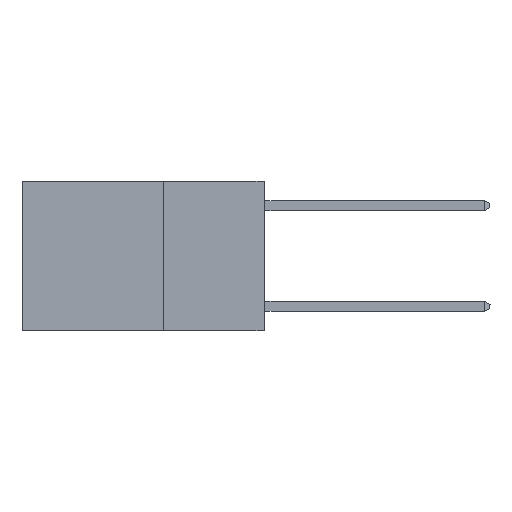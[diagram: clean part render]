
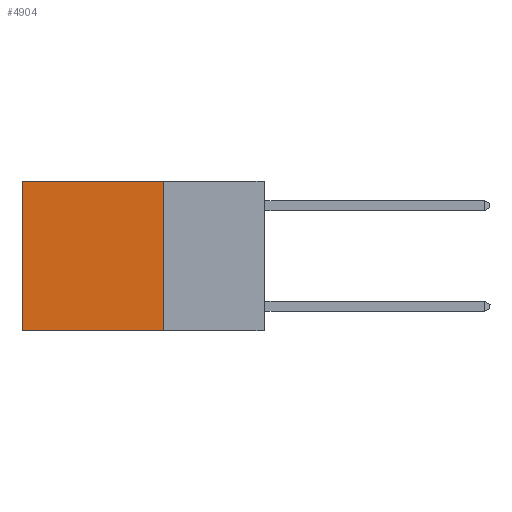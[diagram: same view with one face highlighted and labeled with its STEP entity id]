
A CAD part, left-side view. The second image highlights one B-rep face of the part: STEP entity #4904.
In plain terms, the highlighted planar face has unit normal (-1, 0, 0).
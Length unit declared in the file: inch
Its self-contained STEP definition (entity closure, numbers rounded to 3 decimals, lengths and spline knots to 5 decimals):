
#1540 = PLANE ( 'NONE',  #3802 ) ;
#1831 = EDGE_CURVE ( 'NONE', #15542, #7222, #11100, .T. ) ;
#3802 = AXIS2_PLACEMENT_3D ( 'NONE', #8740, #11614, #23761 ) ;
#4904 = ADVANCED_FACE ( 'NONE', ( #9215 ), #1540, .F. ) ;
#5510 = CARTESIAN_POINT ( 'NONE',  ( 0.2625, 0.25, -0.37 ) ) ;
#6221 = CARTESIAN_POINT ( 'NONE',  ( 0.2625, 0.25, 0. ) ) ;
#7222 = VERTEX_POINT ( 'NONE', #18818 ) ;
#8485 = LINE ( 'NONE', #25912, #16597 ) ;
#8740 = CARTESIAN_POINT ( 'NONE',  ( 0.2625, 0.25, 0. ) ) ;
#9215 = FACE_OUTER_BOUND ( 'NONE', #30178, .T. ) ;
#11031 = VECTOR ( 'NONE', #21943, 39.37008 ) ;
#11100 = LINE ( 'NONE', #16530, #29516 ) ;
#11425 = CARTESIAN_POINT ( 'NONE',  ( 0.2625, 0.6, -0.37 ) ) ;
#11614 = DIRECTION ( 'NONE',  ( 1., 0., 0. ) ) ;
#14007 = VECTOR ( 'NONE', #19262, 39.37008 ) ;
#14302 = CARTESIAN_POINT ( 'NONE',  ( 0.2625, 0.25, 0. ) ) ;
#15542 = VERTEX_POINT ( 'NONE', #6221 ) ;
#16530 = CARTESIAN_POINT ( 'NONE',  ( 0.2625, 0.25, 0. ) ) ;
#16597 = VECTOR ( 'NONE', #30411, 39.37008 ) ;
#16824 = LINE ( 'NONE', #31400, #11031 ) ;
#18818 = CARTESIAN_POINT ( 'NONE',  ( 0.2625, 0.6, 0. ) ) ;
#19262 = DIRECTION ( 'NONE',  ( 0., 0., -1. ) ) ;
#21545 = EDGE_CURVE ( 'NONE', #15542, #30274, #29329, .T. ) ;
#21575 = ORIENTED_EDGE ( 'NONE', *, *, #21545, .F. ) ;
#21943 = DIRECTION ( 'NONE',  ( 0., 0., -1. ) ) ;
#22268 = EDGE_CURVE ( 'NONE', #30274, #27823, #8485, .T. ) ;
#22496 = ORIENTED_EDGE ( 'NONE', *, *, #22268, .F. ) ;
#23292 = ORIENTED_EDGE ( 'NONE', *, *, #23358, .T. ) ;
#23358 = EDGE_CURVE ( 'NONE', #7222, #27823, #16824, .T. ) ;
#23761 = DIRECTION ( 'NONE',  ( 0., 0., -1. ) ) ;
#25912 = CARTESIAN_POINT ( 'NONE',  ( 0.2625, 0.25, -0.37 ) ) ;
#26276 = DIRECTION ( 'NONE',  ( 0., 1., 0. ) ) ;
#27309 = ORIENTED_EDGE ( 'NONE', *, *, #1831, .T. ) ;
#27823 = VERTEX_POINT ( 'NONE', #11425 ) ;
#29329 = LINE ( 'NONE', #14302, #14007 ) ;
#29516 = VECTOR ( 'NONE', #26276, 39.37008 ) ;
#30178 = EDGE_LOOP ( 'NONE', ( #23292, #22496, #21575, #27309 ) ) ;
#30274 = VERTEX_POINT ( 'NONE', #5510 ) ;
#30411 = DIRECTION ( 'NONE',  ( 0., 1., 0. ) ) ;
#31400 = CARTESIAN_POINT ( 'NONE',  ( 0.2625, 0.6, 0. ) ) ;
